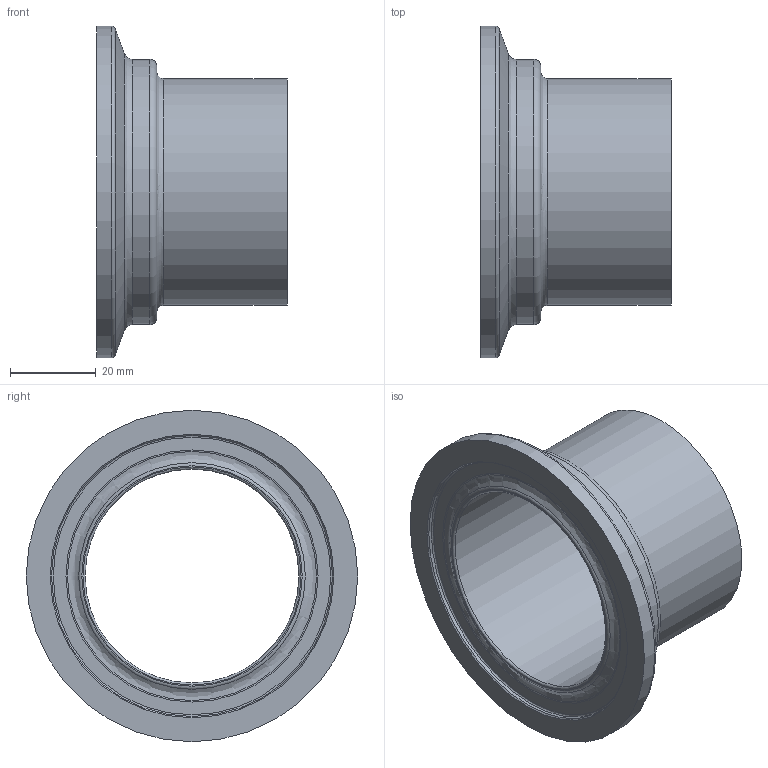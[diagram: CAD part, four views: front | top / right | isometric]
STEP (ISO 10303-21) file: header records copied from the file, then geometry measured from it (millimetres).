
FILE_DESCRIPTION((''),'2;1');
FILE_NAME('10189050X000.stp','2010-09-02T14:32:20',('thilbrands'),(''),'Autodesk Inventor 2008','Autodesk Inventor 2008','');
FILE_SCHEMA(('AUTOMOTIVE_DESIGN { 1 0 10303 214 1 1 1 1 }'));
Length unit declared in the file: millimetre
Products named in the file (1): 10189032X000
Bounding box: 44.5 x 77.5 x 77.5 mm (x, y, z)
Volume: 29452 mm3; surface area: 19869.8 mm2
Topology: 1 solids, 1 shells, 21 faces, 37 edges, 21 vertices
Faces by surface type: cylinder 5, torus 5, plane 5, bspline 4, cone 2
Full cylindrical faces by diameter (mm): 50 x1, 53 x1, 62 x1, 65.7 x1, 77.5 x1
Entity records: 614 total; most frequent: CARTESIAN_POINT 240, DIRECTION 78, ORIENTED_EDGE 42, EDGE_LOOP 42, AXIS2_PLACEMENT_3D 39, VERTEX_POINT 21, CIRCLE 21, EDGE_CURVE 21
